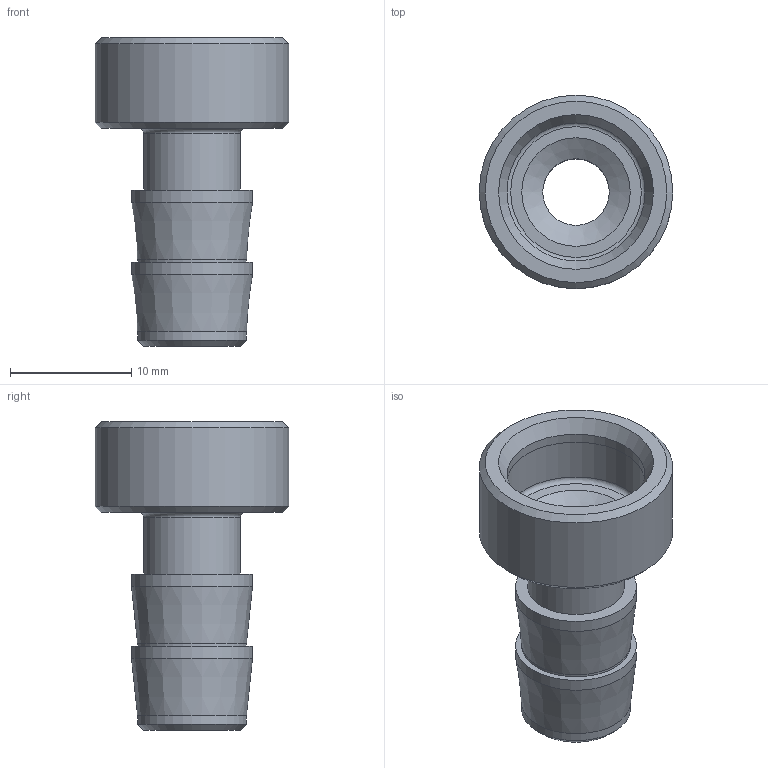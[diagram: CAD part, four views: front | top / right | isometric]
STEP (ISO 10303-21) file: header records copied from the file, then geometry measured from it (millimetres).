
FILE_DESCRIPTION((''),'2;1');
FILE_NAME('6286411903.stp','2015-09-25T10:31:30',('Ji��'),(''),'Autodesk Inventor 2012','Autodesk Inventor 2012','');
FILE_SCHEMA(('AUTOMOTIVE_DESIGN { 1 0 10303 214 1 1 1 1 }'));
Length unit declared in the file: millimetre
Products named in the file (1): 6286411903
Bounding box: 16 x 16 x 25.5 mm (x, y, z)
Volume: 1547.1 mm3; surface area: 1786.4 mm2
Topology: 1 solids, 1 shells, 26 faces, 48 edges, 29 vertices
Faces by surface type: cylinder 9, cone 8, plane 7, torus 2
Full cylindrical faces by diameter (mm): 5.5 x1, 8 x1, 9 x2, 10 x2, 11.4 x1, 11.6 x1, 16 x1
Entity records: 554 total; most frequent: DIRECTION 106, CARTESIAN_POINT 79, AXIS2_PLACEMENT_3D 53, ORIENTED_EDGE 52, EDGE_LOOP 52, VERTEX_POINT 26, CIRCLE 26, EDGE_CURVE 26
